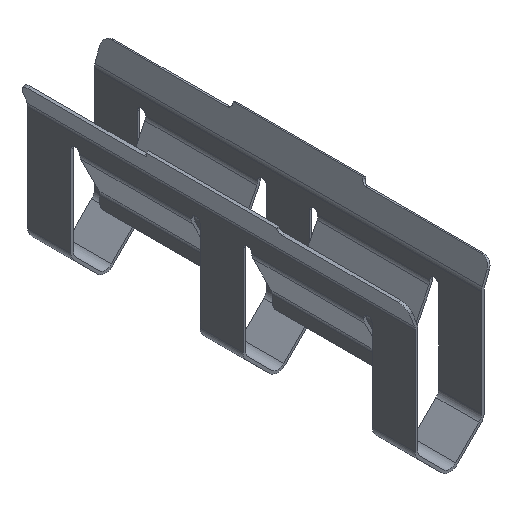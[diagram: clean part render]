
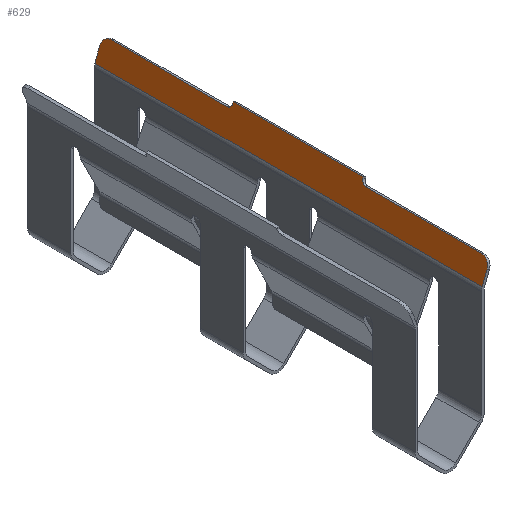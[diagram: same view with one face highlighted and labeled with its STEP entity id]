
A CAD part, isometric view. The second image highlights one B-rep face of the part: STEP entity #629.
In plain terms, the highlighted planar face has unit normal (-0.936, 0, 0.351).
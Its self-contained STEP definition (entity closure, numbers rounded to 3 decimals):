
#58 = VERTEX_POINT ( 'NONE', #2874 ) ;
#76 = LINE ( 'NONE', #4157, #3679 ) ;
#170 = ORIENTED_EDGE ( 'NONE', *, *, #2025, .F. ) ;
#308 = ORIENTED_EDGE ( 'NONE', *, *, #4429, .F. ) ;
#336 = CARTESIAN_POINT ( 'NONE',  ( 4.866, -7.56, 20.165 ) ) ;
#351 = EDGE_CURVE ( 'NONE', #3043, #3193, #3169, .T. ) ;
#382 = DIRECTION ( 'NONE',  ( 0., 1., 0. ) ) ;
#391 = EDGE_CURVE ( 'NONE', #1572, #1491, #2949, .T. ) ;
#401 = CARTESIAN_POINT ( 'NONE',  ( 4.34, -22.5, 18.76 ) ) ;
#576 = DIRECTION ( 'NONE',  ( -0.351, 0., -0.936 ) ) ;
#600 = LINE ( 'NONE', #1574, #3050 ) ;
#606 = EDGE_CURVE ( 'NONE', #3638, #3055, #600, .T. ) ;
#629 = ADVANCED_FACE ( 'NONE', ( #1782 ), #3343, .F. ) ;
#639 = CARTESIAN_POINT ( 'NONE',  ( 4.691, -8.06, 19.697 ) ) ;
#680 = DIRECTION ( 'NONE',  ( 0.351, 0., 0.936 ) ) ;
#728 = CARTESIAN_POINT ( 'NONE',  ( 4.919, -22.5, 20.305 ) ) ;
#729 = EDGE_CURVE ( 'NONE', #3055, #3352, #3983, .T. ) ;
#733 = ORIENTED_EDGE ( 'NONE', *, *, #2107, .F. ) ;
#766 = EDGE_CURVE ( 'NONE', #1491, #2689, #2501, .T. ) ;
#813 = VECTOR ( 'NONE', #382, 1000. ) ;
#923 = DIRECTION ( 'NONE',  ( 0.936, 0., -0.351 ) ) ;
#936 = EDGE_LOOP ( 'NONE', ( #4295, #2673, #1554, #733, #4056, #4442, #170, #2124, #1441, #1207, #308, #2249 ) ) ;
#974 = VERTEX_POINT ( 'NONE', #4308 ) ;
#1085 = VECTOR ( 'NONE', #3443, 1000. ) ;
#1102 = CIRCLE ( 'NONE', #4326, 0.5 ) ;
#1181 = CARTESIAN_POINT ( 'NONE',  ( 4.691, -21.5, 19.697 ) ) ;
#1207 = ORIENTED_EDGE ( 'NONE', *, *, #3755, .F. ) ;
#1243 = CARTESIAN_POINT ( 'NONE',  ( 4.34, 22.5, 18.76 ) ) ;
#1304 = VECTOR ( 'NONE', #2709, 1000. ) ;
#1311 = DIRECTION ( 'NONE',  ( 0.351, 0., 0.936 ) ) ;
#1412 = AXIS2_PLACEMENT_3D ( 'NONE', #2371, #923, #1750 ) ;
#1441 = ORIENTED_EDGE ( 'NONE', *, *, #2771, .F. ) ;
#1451 = CARTESIAN_POINT ( 'NONE',  ( 4.691, 21.5, 19.697 ) ) ;
#1487 = VERTEX_POINT ( 'NONE', #2208 ) ;
#1491 = VERTEX_POINT ( 'NONE', #1181 ) ;
#1554 = ORIENTED_EDGE ( 'NONE', *, *, #3221, .F. ) ;
#1572 = VERTEX_POINT ( 'NONE', #639 ) ;
#1574 = CARTESIAN_POINT ( 'NONE',  ( 4.919, 22.5, 20.305 ) ) ;
#1596 = VECTOR ( 'NONE', #3163, 1000. ) ;
#1648 = CARTESIAN_POINT ( 'NONE',  ( 3.783, 22.5, 17.275 ) ) ;
#1674 = CARTESIAN_POINT ( 'NONE',  ( 4.919, 7.56, 20.305 ) ) ;
#1750 = DIRECTION ( 'NONE',  ( 0.351, 0., 0.936 ) ) ;
#1759 = DIRECTION ( 'NONE',  ( 0., -1., 0. ) ) ;
#1782 = FACE_OUTER_BOUND ( 'NONE', #936, .T. ) ;
#1789 = AXIS2_PLACEMENT_3D ( 'NONE', #3669, #2988, #2292 ) ;
#1796 = LINE ( 'NONE', #2448, #813 ) ;
#2025 = EDGE_CURVE ( 'NONE', #3193, #1572, #1102, .T. ) ;
#2028 = VECTOR ( 'NONE', #1311, 1000. ) ;
#2057 = DIRECTION ( 'NONE',  ( 0.936, 0., -0.351 ) ) ;
#2107 = EDGE_CURVE ( 'NONE', #2689, #58, #2862, .T. ) ;
#2124 = ORIENTED_EDGE ( 'NONE', *, *, #351, .F. ) ;
#2208 = CARTESIAN_POINT ( 'NONE',  ( 4.866, 7.56, 20.165 ) ) ;
#2249 = ORIENTED_EDGE ( 'NONE', *, *, #3082, .F. ) ;
#2267 = DIRECTION ( 'NONE',  ( -0.936, 0., 0.351 ) ) ;
#2292 = DIRECTION ( 'NONE',  ( -0.351, 0., -0.936 ) ) ;
#2326 = CARTESIAN_POINT ( 'NONE',  ( 4.919, -7.56, 20.305 ) ) ;
#2371 = CARTESIAN_POINT ( 'NONE',  ( 4.34, 21.5, 18.76 ) ) ;
#2448 = CARTESIAN_POINT ( 'NONE',  ( 3.783, -22.5, 17.275 ) ) ;
#2501 = CIRCLE ( 'NONE', #3390, 1. ) ;
#2632 = DIRECTION ( 'NONE',  ( -0.351, 0., -0.936 ) ) ;
#2673 = ORIENTED_EDGE ( 'NONE', *, *, #606, .F. ) ;
#2689 = VERTEX_POINT ( 'NONE', #401 ) ;
#2709 = DIRECTION ( 'NONE',  ( -0.351, 0., -0.936 ) ) ;
#2736 = CARTESIAN_POINT ( 'NONE',  ( 4.691, -22.5, 19.697 ) ) ;
#2751 = VECTOR ( 'NONE', #1759, 1000. ) ;
#2752 = DIRECTION ( 'NONE',  ( 0., -1., 0. ) ) ;
#2771 = EDGE_CURVE ( 'NONE', #974, #3043, #3686, .T. ) ;
#2862 = LINE ( 'NONE', #3557, #1596 ) ;
#2874 = CARTESIAN_POINT ( 'NONE',  ( 3.783, -22.5, 17.275 ) ) ;
#2949 = LINE ( 'NONE', #2736, #1085 ) ;
#2988 = DIRECTION ( 'NONE',  ( 0.936, 0., -0.351 ) ) ;
#3043 = VERTEX_POINT ( 'NONE', #2326 ) ;
#3044 = CARTESIAN_POINT ( 'NONE',  ( 4.691, 8.06, 19.697 ) ) ;
#3050 = VECTOR ( 'NONE', #3998, 1000. ) ;
#3055 = VERTEX_POINT ( 'NONE', #1243 ) ;
#3082 = EDGE_CURVE ( 'NONE', #3352, #3682, #76, .T. ) ;
#3106 = CARTESIAN_POINT ( 'NONE',  ( 4.34, -21.5, 18.76 ) ) ;
#3163 = DIRECTION ( 'NONE',  ( -0.351, 0., -0.936 ) ) ;
#3169 = LINE ( 'NONE', #4428, #1304 ) ;
#3193 = VERTEX_POINT ( 'NONE', #336 ) ;
#3221 = EDGE_CURVE ( 'NONE', #58, #3638, #1796, .T. ) ;
#3343 = PLANE ( 'NONE',  #1789 ) ;
#3352 = VERTEX_POINT ( 'NONE', #1451 ) ;
#3390 = AXIS2_PLACEMENT_3D ( 'NONE', #3106, #2057, #680 ) ;
#3443 = DIRECTION ( 'NONE',  ( 0., -1., 0. ) ) ;
#3557 = CARTESIAN_POINT ( 'NONE',  ( 4.919, -22.5, 20.305 ) ) ;
#3565 = CIRCLE ( 'NONE', #4450, 0.5 ) ;
#3638 = VERTEX_POINT ( 'NONE', #1648 ) ;
#3669 = CARTESIAN_POINT ( 'NONE',  ( 4.919, -22.5, 20.305 ) ) ;
#3679 = VECTOR ( 'NONE', #2752, 1000. ) ;
#3682 = VERTEX_POINT ( 'NONE', #3044 ) ;
#3686 = LINE ( 'NONE', #728, #2751 ) ;
#3755 = EDGE_CURVE ( 'NONE', #1487, #974, #3893, .T. ) ;
#3893 = LINE ( 'NONE', #1674, #2028 ) ;
#3983 = CIRCLE ( 'NONE', #1412, 1. ) ;
#3998 = DIRECTION ( 'NONE',  ( 0.351, 0., 0.936 ) ) ;
#4056 = ORIENTED_EDGE ( 'NONE', *, *, #766, .F. ) ;
#4157 = CARTESIAN_POINT ( 'NONE',  ( 4.691, -22.5, 19.697 ) ) ;
#4295 = ORIENTED_EDGE ( 'NONE', *, *, #729, .F. ) ;
#4308 = CARTESIAN_POINT ( 'NONE',  ( 4.919, 7.56, 20.305 ) ) ;
#4326 = AXIS2_PLACEMENT_3D ( 'NONE', #4470, #4408, #576 ) ;
#4370 = CARTESIAN_POINT ( 'NONE',  ( 4.866, 8.06, 20.165 ) ) ;
#4408 = DIRECTION ( 'NONE',  ( -0.936, 0., 0.351 ) ) ;
#4428 = CARTESIAN_POINT ( 'NONE',  ( 4.919, -7.56, 20.305 ) ) ;
#4429 = EDGE_CURVE ( 'NONE', #3682, #1487, #3565, .T. ) ;
#4442 = ORIENTED_EDGE ( 'NONE', *, *, #391, .F. ) ;
#4450 = AXIS2_PLACEMENT_3D ( 'NONE', #4370, #2267, #2632 ) ;
#4470 = CARTESIAN_POINT ( 'NONE',  ( 4.866, -8.06, 20.165 ) ) ;
